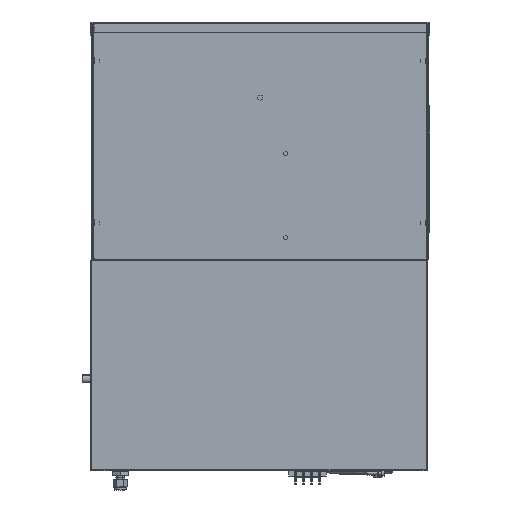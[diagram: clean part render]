
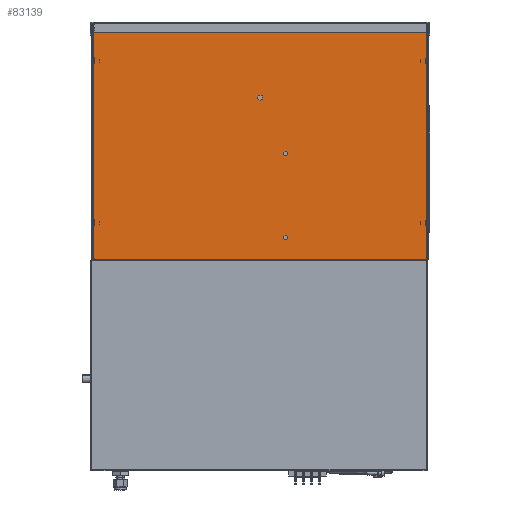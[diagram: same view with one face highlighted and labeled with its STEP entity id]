
A CAD part, front view. The second image highlights one B-rep face of the part: STEP entity #83139.
In plain terms, the highlighted free-form (B-spline) face has degree [1, 1] with [2, 2] control points.
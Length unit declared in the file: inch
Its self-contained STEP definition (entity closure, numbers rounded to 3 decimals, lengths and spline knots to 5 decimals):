
#81108=CARTESIAN_POINT('V4095',(-3.56379,
   -1.58937,1.058));
#81109=VERTEX_POINT('V4095',#81108);
#81135=CARTESIAN_POINT('E6172',(-3.56379,
   -1.58937,1.058));
#81136=CARTESIAN_POINT('E6172',(-3.56379,
   -1.58937,1.2338));
#81137=CARTESIAN_POINT('E6172',(-3.71604,
   -1.58937,1.1459));
#81138=CARTESIAN_POINT('E6172',(-3.86829,
   -1.58937,1.058));
#81139=CARTESIAN_POINT('E6172',(-3.71604,
   -1.58937,0.9701));
#81140=CARTESIAN_POINT('E6172',(-3.56379,
   -1.58937,0.8822));
#81141=CARTESIAN_POINT('E6172',(-3.56379,
   -1.58937,1.058));
#81149=(BOUNDED_CURVE()B_SPLINE_CURVE(2,(#81135,#81136,#81137,
   #81138,#81139,#81140,#81141),.CIRCULAR_ARC.,.T.,.U.)
   B_SPLINE_CURVE_WITH_KNOTS((3,2,2,3),(0.0,0.33333,
   0.66667,1.0),.UNSPECIFIED.)CURVE()
   GEOMETRIC_REPRESENTATION_ITEM()RATIONAL_B_SPLINE_CURVE((1.0,
   0.5,1.0,0.5,1.0,0.5,1.0)
   )REPRESENTATION_ITEM('E6172'));
#81150=EDGE_CURVE('E6172',#81109,#81109,#81149,.T.);
#81177=CARTESIAN_POINT('V4096',(-4.75029,
   -1.58937,7.71));
#81178=VERTEX_POINT('V4096',#81177);
#81204=CARTESIAN_POINT('E6173',(-4.75029,
   -1.58937,7.71));
#81205=CARTESIAN_POINT('E6173',(-4.75029,
   -1.58937,7.92651));
#81206=CARTESIAN_POINT('E6173',(-4.93779,
   -1.58937,7.81825));
#81207=CARTESIAN_POINT('E6173',(-5.12529,
   -1.58937,7.71));
#81208=CARTESIAN_POINT('E6173',(-4.93779,
   -1.58937,7.60175));
#81209=CARTESIAN_POINT('E6173',(-4.75029,
   -1.58937,7.49349));
#81210=CARTESIAN_POINT('E6173',(-4.75029,
   -1.58937,7.71));
#81218=(BOUNDED_CURVE()B_SPLINE_CURVE(2,(#81204,#81205,#81206,
   #81207,#81208,#81209,#81210),.CIRCULAR_ARC.,.T.,.U.)
   B_SPLINE_CURVE_WITH_KNOTS((3,2,2,3),(0.0,0.33333,
   0.66667,1.0),.UNSPECIFIED.)CURVE()
   GEOMETRIC_REPRESENTATION_ITEM()RATIONAL_B_SPLINE_CURVE((1.0,
   0.5,1.0,0.5,1.0,0.5,1.0)
   )REPRESENTATION_ITEM('E6173'));
#81219=EDGE_CURVE('E6173',#81178,#81178,#81218,.T.);
#81246=CARTESIAN_POINT('V4097',(-3.56379,
   -1.58937,5.058));
#81247=VERTEX_POINT('V4097',#81246);
#81273=CARTESIAN_POINT('E6174',(-3.56379,
   -1.58937,5.058));
#81274=CARTESIAN_POINT('E6174',(-3.56379,
   -1.58937,5.2338));
#81275=CARTESIAN_POINT('E6174',(-3.71604,
   -1.58937,5.1459));
#81276=CARTESIAN_POINT('E6174',(-3.86829,
   -1.58937,5.058));
#81277=CARTESIAN_POINT('E6174',(-3.71604,
   -1.58937,4.9701));
#81278=CARTESIAN_POINT('E6174',(-3.56379,
   -1.58937,4.8822));
#81279=CARTESIAN_POINT('E6174',(-3.56379,
   -1.58937,5.058));
#81287=(BOUNDED_CURVE()B_SPLINE_CURVE(2,(#81273,#81274,#81275,
   #81276,#81277,#81278,#81279),.CIRCULAR_ARC.,.T.,.U.)
   B_SPLINE_CURVE_WITH_KNOTS((3,2,2,3),(0.0,0.33333,
   0.66667,1.0),.UNSPECIFIED.)CURVE()
   GEOMETRIC_REPRESENTATION_ITEM()RATIONAL_B_SPLINE_CURVE((1.0,
   0.5,1.0,0.5,1.0,0.5,1.0)
   )REPRESENTATION_ITEM('E6174'));
#81288=EDGE_CURVE('E6174',#81247,#81247,#81287,.T.);
#82681=CARTESIAN_POINT('V4108',(-12.75929,
   -1.58937,0.051));
#82682=VERTEX_POINT('V4108',#82681);
#82688=CARTESIAN_POINT('V4109',(-12.76629,
   -1.58937,0.051));
#82689=VERTEX_POINT('V4109',#82688);
#82690=CARTESIAN_POINT('E6185',(-12.75929,
   -1.58937,0.051));
#82691=CARTESIAN_POINT('E6185',(-12.76629,
   -1.58937,0.051));
#82692=QUASI_UNIFORM_CURVE('E6185',1,(#82690,#82691),.POLYLINE_FORM.,
   .F.,.U.);
#82693=EDGE_CURVE('E6185',#82682,#82689,#82692,.T.);
#82728=CARTESIAN_POINT('V4107',(-12.75929,
   -1.58937,0.044));
#82729=VERTEX_POINT('V4107',#82728);
#82743=CARTESIAN_POINT('E6184',(-12.75929,
   -1.58937,0.044));
#82744=CARTESIAN_POINT('E6184',(-12.75929,
   -1.58937,0.051));
#82745=QUASI_UNIFORM_CURVE('E6184',1,(#82743,#82744),.POLYLINE_FORM.,
   .F.,.U.);
#82746=EDGE_CURVE('E6184',#82729,#82682,#82745,.T.);
#82772=CARTESIAN_POINT('V4106',(3.00271,-1.58937,
   0.044));
#82773=VERTEX_POINT('V4106',#82772);
#82787=CARTESIAN_POINT('E6183',(3.00271,-1.58937,
   0.044));
#82788=CARTESIAN_POINT('E6183',(-12.75929,
   -1.58937,0.044));
#82789=QUASI_UNIFORM_CURVE('E6183',1,(#82787,#82788),.POLYLINE_FORM.,
   .F.,.U.);
#82790=EDGE_CURVE('E6183',#82773,#82729,#82789,.T.);
#82827=CARTESIAN_POINT('V4105',(3.00271,-1.58937,
   0.051));
#82828=VERTEX_POINT('V4105',#82827);
#82834=CARTESIAN_POINT('E6182',(3.00271,-1.58937,
   0.051));
#82835=CARTESIAN_POINT('E6182',(3.00271,-1.58937,
   0.044));
#82836=QUASI_UNIFORM_CURVE('E6182',1,(#82834,#82835),.POLYLINE_FORM.,
   .F.,.U.);
#82837=EDGE_CURVE('E6182',#82828,#82773,#82836,.T.);
#82853=CARTESIAN_POINT('V4104',(3.00971,-1.58937,
   0.051));
#82854=VERTEX_POINT('V4104',#82853);
#82868=CARTESIAN_POINT('E6181',(3.00971,-1.58937,
   0.051));
#82869=CARTESIAN_POINT('E6181',(3.00271,-1.58937,
   0.051));
#82870=QUASI_UNIFORM_CURVE('E6181',1,(#82868,#82869),.POLYLINE_FORM.,
   .F.,.U.);
#82871=EDGE_CURVE('E6181',#82854,#82828,#82870,.T.);
#82892=CARTESIAN_POINT('V4103',(3.00971,-1.58937,
   11.199));
#82893=VERTEX_POINT('V4103',#82892);
#82907=CARTESIAN_POINT('E6180',(3.00971,-1.58937,
   11.199));
#82908=CARTESIAN_POINT('E6180',(3.00971,-1.58937,
   0.051));
#82909=QUASI_UNIFORM_CURVE('E6180',1,(#82907,#82908),.POLYLINE_FORM.,
   .F.,.U.);
#82910=EDGE_CURVE('E6180',#82893,#82854,#82909,.T.);
#82923=CARTESIAN_POINT('V4102',(3.00271,-1.58937,
   11.199));
#82924=VERTEX_POINT('V4102',#82923);
#82930=CARTESIAN_POINT('E6179',(3.00271,-1.58937,
   11.199));
#82931=CARTESIAN_POINT('E6179',(3.00971,-1.58937,
   11.199));
#82932=QUASI_UNIFORM_CURVE('E6179',1,(#82930,#82931),.POLYLINE_FORM.,
   .F.,.U.);
#82933=EDGE_CURVE('E6179',#82924,#82893,#82932,.T.);
#82956=CARTESIAN_POINT('V4101',(3.00271,-1.58937,
   11.206));
#82957=VERTEX_POINT('V4101',#82956);
#82971=CARTESIAN_POINT('E6178',(3.00271,-1.58937,
   11.206));
#82972=CARTESIAN_POINT('E6178',(3.00271,-1.58937,
   11.199));
#82973=QUASI_UNIFORM_CURVE('E6178',1,(#82971,#82972),.POLYLINE_FORM.,
   .F.,.U.);
#82974=EDGE_CURVE('E6178',#82957,#82924,#82973,.T.);
#83000=CARTESIAN_POINT('V4100',(-12.75929,
   -1.58937,11.206));
#83001=VERTEX_POINT('V4100',#83000);
#83015=CARTESIAN_POINT('E6177',(-12.75929,
   -1.58937,11.206));
#83016=CARTESIAN_POINT('E6177',(3.00271,-1.58937,
   11.206));
#83017=QUASI_UNIFORM_CURVE('E6177',1,(#83015,#83016),.POLYLINE_FORM.,
   .F.,.U.);
#83018=EDGE_CURVE('E6177',#83001,#82957,#83017,.T.);
#83058=CARTESIAN_POINT('V4099',(-12.75929,
   -1.58937,11.199));
#83059=VERTEX_POINT('V4099',#83058);
#83065=CARTESIAN_POINT('E6176',(-12.75929,
   -1.58937,11.199));
#83066=CARTESIAN_POINT('E6176',(-12.75929,
   -1.58937,11.206));
#83067=QUASI_UNIFORM_CURVE('E6176',1,(#83065,#83066),.POLYLINE_FORM.,
   .F.,.U.);
#83068=EDGE_CURVE('E6176',#83059,#83001,#83067,.T.);
#83084=CARTESIAN_POINT('V4098',(-12.76629,
   -1.58937,11.199));
#83085=VERTEX_POINT('V4098',#83084);
#83099=CARTESIAN_POINT('E6175',(-12.76629,
   -1.58937,11.199));
#83100=CARTESIAN_POINT('E6175',(-12.75929,
   -1.58937,11.199));
#83101=QUASI_UNIFORM_CURVE('E6175',1,(#83099,#83100),.POLYLINE_FORM.,
   .F.,.U.);
#83102=EDGE_CURVE('E6175',#83085,#83059,#83101,.T.);
#83107=CARTESIAN_POINT('F2176',(-12.76747,
   -1.58937,0.04282));
#83108=CARTESIAN_POINT('F2176',(-12.76747,
   -1.58937,11.20718));
#83109=CARTESIAN_POINT('F2176',(3.01089,-1.58937,
   0.04282));
#83110=CARTESIAN_POINT('F2176',(3.01089,-1.58937,
   11.20718));
#83111=B_SPLINE_SURFACE_WITH_KNOTS('F2176',1,1,((#83107,#83109),(
   #83108,#83110)),.PLANE_SURF.,.F.,.F.,.U.,(2,2),(2,2),(0.0,1.0),
   (0.0,1.41328),.UNSPECIFIED.);
#83112=CARTESIAN_POINT('E6186',(-12.76629,
   -1.58937,0.051));
#83113=CARTESIAN_POINT('E6186',(-12.76629,
   -1.58937,11.199));
#83114=QUASI_UNIFORM_CURVE('E6186',1,(#83112,#83113),.POLYLINE_FORM.,
   .F.,.U.);
#83115=EDGE_CURVE('E6186',#82689,#83085,#83114,.T.);
#83116=ORIENTED_EDGE('E6186',*,*,#83115,.F.);
#83117=ORIENTED_EDGE('E6185',*,*,#82693,.F.);
#83118=ORIENTED_EDGE('F2215',*,*,#82746,.F.);
#83119=ORIENTED_EDGE('E6183',*,*,#82790,.F.);
#83120=ORIENTED_EDGE('E6182',*,*,#82837,.F.);
#83121=ORIENTED_EDGE('F2218',*,*,#82871,.F.);
#83122=ORIENTED_EDGE('F2188',*,*,#82910,.F.);
#83123=ORIENTED_EDGE('E6179',*,*,#82933,.F.);
#83124=ORIENTED_EDGE('F2225',*,*,#82974,.F.);
#83125=ORIENTED_EDGE('E6177',*,*,#83018,.F.);
#83126=ORIENTED_EDGE('E6176',*,*,#83068,.F.);
#83127=ORIENTED_EDGE('F2228',*,*,#83102,.F.);
#83128=EDGE_LOOP('F2176',(#83116,#83117,#83118,#83119,#83120,#83121,
   #83122,#83123,#83124,#83125,#83126,#83127));
#83129=FACE_OUTER_BOUND('F2176',#83128,.T.);
#83130=ORIENTED_EDGE('F2202',*,*,#81288,.F.);
#83131=EDGE_LOOP('F2176',(#83130));
#83132=FACE_BOUND('F2176',#83131,.T.);
#83133=ORIENTED_EDGE('F2201',*,*,#81219,.F.);
#83134=EDGE_LOOP('F2176',(#83133));
#83135=FACE_BOUND('F2176',#83134,.T.);
#83136=ORIENTED_EDGE('F2200',*,*,#81150,.F.);
#83137=EDGE_LOOP('F2176',(#83136));
#83138=FACE_BOUND('F2176',#83137,.T.);
#83139=ADVANCED_FACE('F2176',(#83129,#83132,#83135,#83138),#83111,
   .F.);
